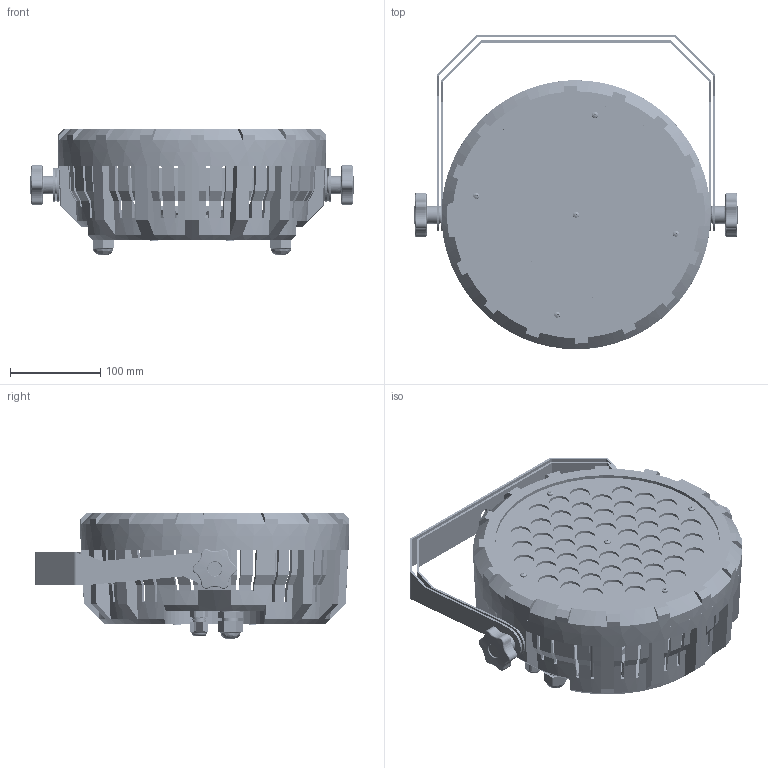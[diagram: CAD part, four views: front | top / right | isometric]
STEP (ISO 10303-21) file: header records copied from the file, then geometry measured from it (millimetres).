
FILE_DESCRIPTION(('FreeCAD Model'),'2;1');
FILE_NAME('Open CASCADE Shape Model','2025-04-26T08:29:14',('FreeCAD'),( 'FreeCAD'),'Open CASCADE STEP processor 7.6','FreeCAD','Unknown');
FILE_SCHEMA(('AUTOMOTIVE_DESIGN { 1 0 10303 214 1 1 1 1 }'));
Products named in the file (1): Open CASCADE STEP translator 7.6 1
Bounding box: 357.77 x 348.24 x 138.73 mm (x, y, z)
Volume: 1767854 mm3; surface area: 809878.5 mm2
Topology: 78 solids, 118 shells, 5303 faces, 14042 edges, 9025 vertices
Faces by surface type: bspline 5303
Entity records: 217877 total; most frequent: CARTESIAN_POINT 136576, ORIENTED_EDGE 27940, EDGE_CURVE 13970, B_SPLINE_CURVE_WITH_KNOTS 10033, VERTEX_POINT 9025, FACE_BOUND 5835, EDGE_LOOP 5835, ADVANCED_FACE 5303
